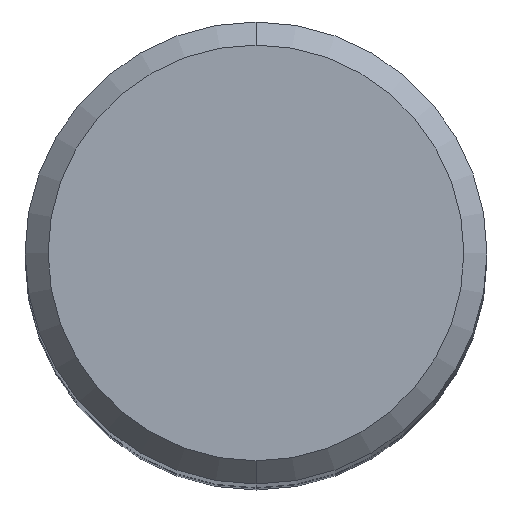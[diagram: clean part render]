
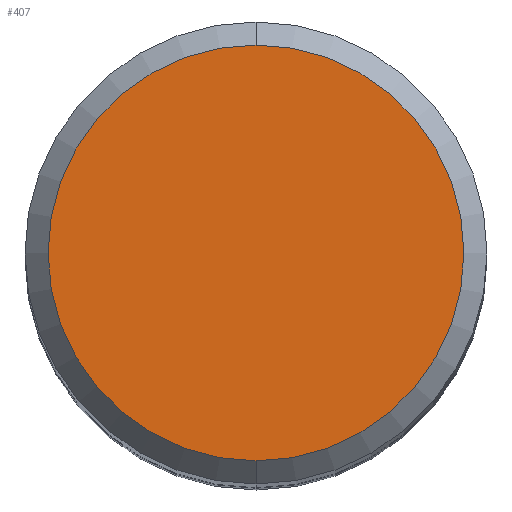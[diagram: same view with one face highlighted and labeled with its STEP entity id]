
A CAD part, top view. The second image highlights one B-rep face of the part: STEP entity #407.
In plain terms, the highlighted planar face has unit normal (0, 0, 1).
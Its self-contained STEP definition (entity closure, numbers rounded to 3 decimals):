
#235=VERTEX_POINT('',#541);
#303=EDGE_CURVE('',#339,#235,#611,.T.);
#339=VERTEX_POINT('',#655);
#365=EDGE_CURVE('',#235,#339,#684,.T.);
#407=ADVANCED_FACE('',(#730),#731,.T.);
#541=CARTESIAN_POINT('',(0.0,5.4,0.0));
#611=CIRCLE('',#1141,5.4);
#655=CARTESIAN_POINT('',(0.,-5.4,0.0));
#684=CIRCLE('',#1257,5.4);
#730=FACE_OUTER_BOUND('',#1375,.T.);
#731=PLANE('',#1376);
#1141=AXIS2_PLACEMENT_3D('',#1595,#1596,#1597);
#1257=AXIS2_PLACEMENT_3D('',#1690,#1691,#1692);
#1375=EDGE_LOOP('',(#1748,#1749));
#1376=AXIS2_PLACEMENT_3D('',#1750,#1751,#1752);
#1595=CARTESIAN_POINT('',(0.0,0.0,0.0));
#1596=DIRECTION('',(0.0,0.0,-1.0));
#1597=DIRECTION('',(0.0,1.0,0.0));
#1690=CARTESIAN_POINT('',(0.0,0.0,0.0));
#1691=DIRECTION('',(0.0,0.0,-1.0));
#1692=DIRECTION('',(0.0,1.0,0.0));
#1748=ORIENTED_EDGE('',*,*,#365,.F.);
#1749=ORIENTED_EDGE('',*,*,#303,.F.);
#1750=CARTESIAN_POINT('',(0.0,2.7,0.0));
#1751=DIRECTION('',(-0.0,0.0,1.0));
#1752=DIRECTION('',(0.0,-1.0,0.0));
